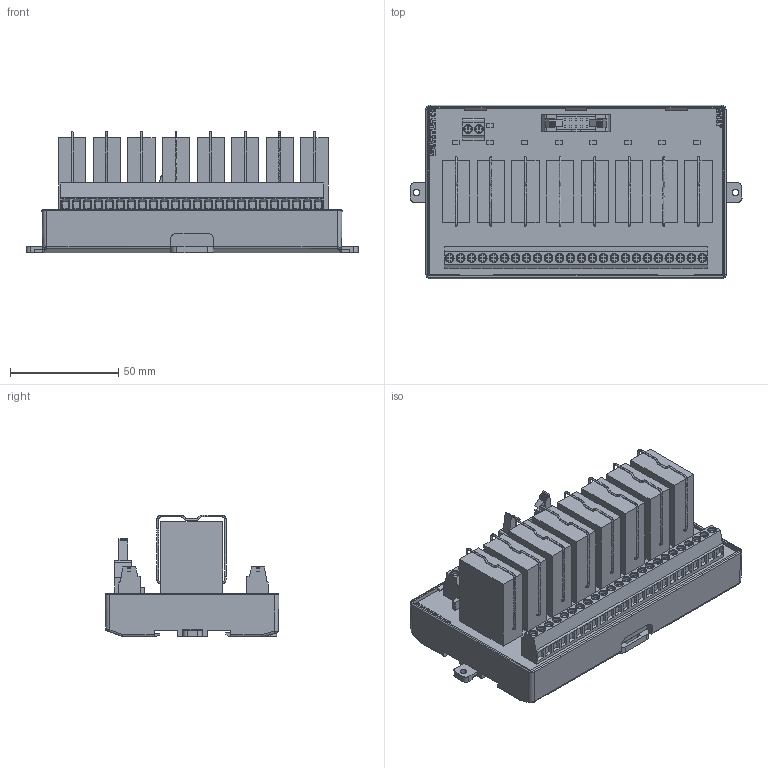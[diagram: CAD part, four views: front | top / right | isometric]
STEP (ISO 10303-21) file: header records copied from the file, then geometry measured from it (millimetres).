
FILE_DESCRIPTION(/* description */ (''),/* implementation_level */ '2;1');
FILE_NAME(/* name */ 'D1087-E 3D.stp',/* time_stamp */ '2024-08-16T13:54:42+08:00',/* author */ (''),/* organization */ (''),/* preprocessor_version */ 'ST-DEVELOPER v14',/* originating_system */ 'SIEMENS PLM Software NX 8.0',/* authorisation */ '');
FILE_SCHEMA (('AUTOMOTIVE_DESIGN { 1 0 10303 214 3 1 1 1 }'));
Products named in the file (1): D1087-E 3D_stp
Bounding box: 153.47 x 80.4 x 56.16 mm (x, y, z)
Volume: 304712.7 mm3; surface area: 72946.1 mm2
Topology: 3 solids, 7 shells, 1425 faces, 3733 edges, 2460 vertices
Faces by surface type: plane 1118, cylinder 123, torus 78, cone 60, bspline 34, extrusion 12
Full cylindrical faces by diameter (mm): 3 x2, 4.1 x52
Entity records: 89800 total; most frequent: CARTESIAN_POINT 54732, ORIENTED_EDGE 7206, DIRECTION 6293, EDGE_CURVE 3603, VECTOR 2793, LINE 2781, VERTEX_POINT 2438, AXIS2_PLACEMENT_3D 1750
